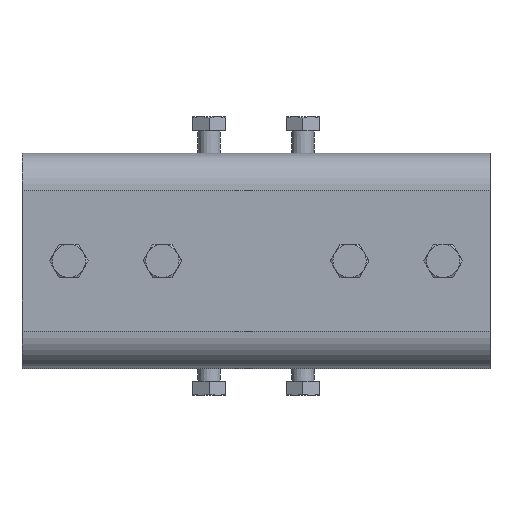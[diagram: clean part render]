
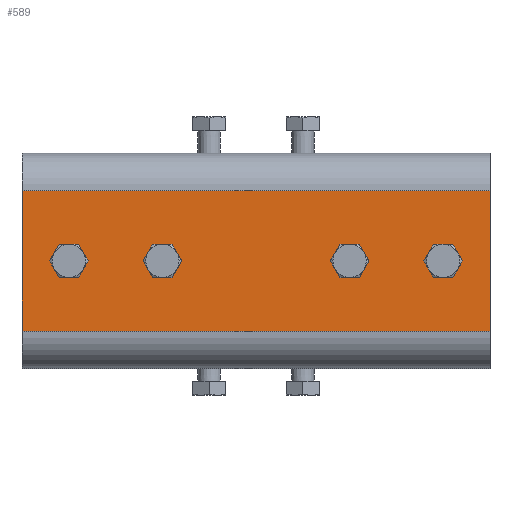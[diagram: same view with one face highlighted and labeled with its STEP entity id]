
A CAD part, top view. The second image highlights one B-rep face of the part: STEP entity #589.
In plain terms, the highlighted planar face has unit normal (0, 0, 1).
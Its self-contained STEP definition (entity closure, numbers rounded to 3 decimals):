
#589=ADVANCED_FACE('',(#1116,#1117,#1118,#1119,#1120),#1121,.T.);
#1116=FACE_OUTER_BOUND('',#1668,.T.);
#1117=FACE_BOUND('',#1669,.T.);
#1118=FACE_BOUND('',#1670,.T.);
#1119=FACE_BOUND('',#1671,.T.);
#1120=FACE_BOUND('',#1672,.T.);
#1121=PLANE('',#1673);
#1668=EDGE_LOOP('',(#2694,#2695,#2696,#2697));
#1669=EDGE_LOOP('',(#2698));
#1670=EDGE_LOOP('',(#2699));
#1671=EDGE_LOOP('',(#2700));
#1672=EDGE_LOOP('',(#2701));
#1673=AXIS2_PLACEMENT_3D('',#2702,#2703,#2704);
#2694=ORIENTED_EDGE('',*,*,#3619,.T.);
#2695=ORIENTED_EDGE('',*,*,#3513,.F.);
#2696=ORIENTED_EDGE('',*,*,#3668,.T.);
#2697=ORIENTED_EDGE('',*,*,#3669,.T.);
#2698=ORIENTED_EDGE('',*,*,#3670,.T.);
#2699=ORIENTED_EDGE('',*,*,#3671,.T.);
#2700=ORIENTED_EDGE('',*,*,#3633,.T.);
#2701=ORIENTED_EDGE('',*,*,#3672,.T.);
#2702=CARTESIAN_POINT('',(-1589.896,2964.638,7312.088));
#2703=DIRECTION('',(0.,0.,1.));
#2704=DIRECTION('',(1.,0.,0.));
#3513=EDGE_CURVE('',#4185,#4183,#4187,.T.);
#3619=EDGE_CURVE('',#4337,#4183,#4338,.T.);
#3633=EDGE_CURVE('',#4355,#4355,#4356,.T.);
#3668=EDGE_CURVE('',#4185,#4400,#4401,.T.);
#3669=EDGE_CURVE('',#4400,#4337,#4402,.T.);
#3670=EDGE_CURVE('',#4403,#4403,#4404,.T.);
#3671=EDGE_CURVE('',#4405,#4405,#4406,.T.);
#3672=EDGE_CURVE('',#4407,#4407,#4408,.T.);
#4183=VERTEX_POINT('',#5485);
#4185=VERTEX_POINT('',#5487);
#4187=LINE('',#5489,#5490);
#4337=VERTEX_POINT('',#5818);
#4338=LINE('',#5819,#5820);
#4355=VERTEX_POINT('',#5850);
#4356=CIRCLE('',#5851,6.);
#4400=VERTEX_POINT('',#5974);
#4401=LINE('',#5975,#5976);
#4402=LINE('',#5977,#5978);
#4403=VERTEX_POINT('',#5979);
#4404=CIRCLE('',#5980,6.);
#4405=VERTEX_POINT('',#5981);
#4406=CIRCLE('',#5982,6.);
#4407=VERTEX_POINT('',#5983);
#4408=CIRCLE('',#5984,6.);
#5485=CARTESIAN_POINT('',(-1552.396,2714.638,7312.088));
#5487=CARTESIAN_POINT('',(-1552.396,2964.638,7312.088));
#5489=CARTESIAN_POINT('',(-1552.396,2964.638,7312.088));
#5490=VECTOR('',#6555,1.);
#5818=CARTESIAN_POINT('',(-1627.396,2714.638,7312.088));
#5819=CARTESIAN_POINT('',(-1552.396,2714.638,7312.088));
#5820=VECTOR('',#6674,1.);
#5850=CARTESIAN_POINT('',(-1595.896,2939.638,7312.088));
#5851=AXIS2_PLACEMENT_3D('',#6691,#6692,#6693);
#5974=CARTESIAN_POINT('',(-1627.396,2964.638,7312.088));
#5975=CARTESIAN_POINT('',(-1552.396,2964.638,7312.088));
#5976=VECTOR('',#6722,1.);
#5977=CARTESIAN_POINT('',(-1627.396,2964.638,7312.088));
#5978=VECTOR('',#6723,1.);
#5979=CARTESIAN_POINT('',(-1595.896,2739.638,7312.088));
#5980=AXIS2_PLACEMENT_3D('',#6724,#6725,#6726);
#5981=CARTESIAN_POINT('',(-1595.896,2889.638,7312.088));
#5982=AXIS2_PLACEMENT_3D('',#6727,#6728,#6729);
#5983=CARTESIAN_POINT('',(-1595.896,2789.638,7312.088));
#5984=AXIS2_PLACEMENT_3D('',#6730,#6731,#6732);
#6555=DIRECTION('',(0.,-1.,0.));
#6674=DIRECTION('',(1.,0.,0.));
#6691=CARTESIAN_POINT('',(-1589.896,2939.638,7312.088));
#6692=DIRECTION('',(0.,0.,-1.));
#6693=DIRECTION('',(-1.,0.,0.));
#6722=DIRECTION('',(-1.,0.,0.));
#6723=DIRECTION('',(0.,-1.,0.));
#6724=CARTESIAN_POINT('',(-1589.896,2739.638,7312.088));
#6725=DIRECTION('',(0.,0.,-1.));
#6726=DIRECTION('',(-1.,0.,0.));
#6727=CARTESIAN_POINT('',(-1589.896,2889.638,7312.088));
#6728=DIRECTION('',(0.,0.,-1.));
#6729=DIRECTION('',(-1.,0.,0.));
#6730=CARTESIAN_POINT('',(-1589.896,2789.638,7312.088));
#6731=DIRECTION('',(0.,0.,-1.));
#6732=DIRECTION('',(-1.,0.,0.));
